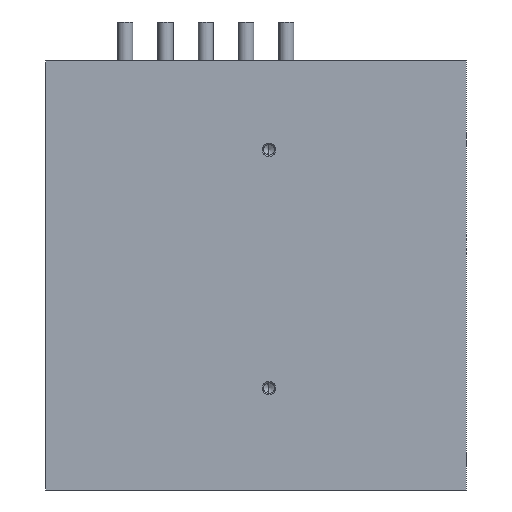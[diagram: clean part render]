
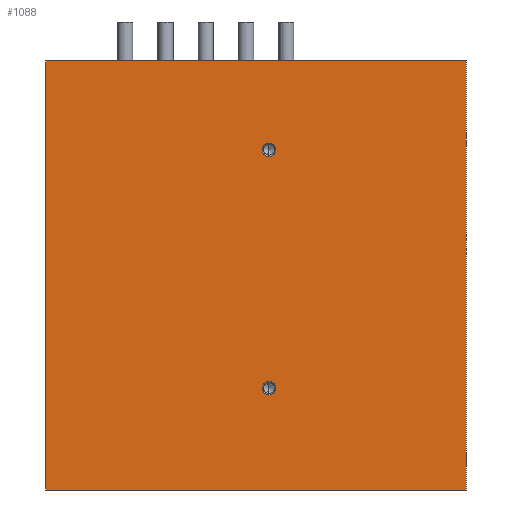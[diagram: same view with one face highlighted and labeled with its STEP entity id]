
A CAD part, front view. The second image highlights one B-rep face of the part: STEP entity #1088.
In plain terms, the highlighted planar face has unit normal (0, -1, 0).
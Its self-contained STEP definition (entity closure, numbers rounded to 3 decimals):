
#31 = DIRECTION ( 'NONE',  ( 1., 0., 0. ) ) ;
#44 = CIRCLE ( 'NONE', #650, 1.525 ) ;
#91 = VECTOR ( 'NONE', #1455, 1000. ) ;
#92 = ORIENTED_EDGE ( 'NONE', *, *, #1037, .F. ) ;
#96 = CARTESIAN_POINT ( 'NONE',  ( -48.5, 0., 49.5 ) ) ;
#112 = FACE_OUTER_BOUND ( 'NONE', #190, .T. ) ;
#134 = LINE ( 'NONE', #1311, #91 ) ;
#137 = FACE_BOUND ( 'NONE', #2042, .T. ) ;
#190 = EDGE_LOOP ( 'NONE', ( #1889, #1764, #1276, #1143 ) ) ;
#191 = DIRECTION ( 'NONE',  ( 0., 0., -1. ) ) ;
#201 = DIRECTION ( 'NONE',  ( 0., 1., 0. ) ) ;
#263 = LINE ( 'NONE', #96, #310 ) ;
#292 = VERTEX_POINT ( 'NONE', #1139 ) ;
#310 = VECTOR ( 'NONE', #31, 1000. ) ;
#332 = CARTESIAN_POINT ( 'NONE',  ( 3., 0., 29. ) ) ;
#363 = EDGE_CURVE ( 'NONE', #1151, #744, #263, .T. ) ;
#480 = CARTESIAN_POINT ( 'NONE',  ( 48.5, 0., -49.5 ) ) ;
#540 = DIRECTION ( 'NONE',  ( 0., 0., -1. ) ) ;
#581 = CARTESIAN_POINT ( 'NONE',  ( -48.5, 0., -49.5 ) ) ;
#635 = CARTESIAN_POINT ( 'NONE',  ( 3., 0., -26. ) ) ;
#640 = AXIS2_PLACEMENT_3D ( 'NONE', #765, #201, #1476 ) ;
#644 = VERTEX_POINT ( 'NONE', #1495 ) ;
#649 = AXIS2_PLACEMENT_3D ( 'NONE', #1893, #944, #2043 ) ;
#650 = AXIS2_PLACEMENT_3D ( 'NONE', #332, #1598, #540 ) ;
#651 = VECTOR ( 'NONE', #1768, 1000. ) ;
#672 = AXIS2_PLACEMENT_3D ( 'NONE', #1059, #2124, #1254 ) ;
#675 = AXIS2_PLACEMENT_3D ( 'NONE', #635, #1797, #829 ) ;
#719 = VERTEX_POINT ( 'NONE', #1941 ) ;
#744 = VERTEX_POINT ( 'NONE', #807 ) ;
#765 = CARTESIAN_POINT ( 'NONE',  ( 0., 0., 0. ) ) ;
#807 = CARTESIAN_POINT ( 'NONE',  ( 48.5, 0., 49.5 ) ) ;
#829 = DIRECTION ( 'NONE',  ( 0., 0., -1. ) ) ;
#863 = CIRCLE ( 'NONE', #672, 1.525 ) ;
#902 = EDGE_CURVE ( 'NONE', #719, #1151, #1919, .T. ) ;
#936 = EDGE_CURVE ( 'NONE', #644, #1920, #1729, .T. ) ;
#944 = DIRECTION ( 'NONE',  ( 0., -1., 0. ) ) ;
#948 = EDGE_CURVE ( 'NONE', #292, #1735, #863, .T. ) ;
#1006 = VECTOR ( 'NONE', #191, 1000. ) ;
#1027 = EDGE_CURVE ( 'NONE', #1720, #719, #134, .T. ) ;
#1037 = EDGE_CURVE ( 'NONE', #1735, #292, #44, .T. ) ;
#1041 = EDGE_CURVE ( 'NONE', #1920, #644, #1421, .T. ) ;
#1059 = CARTESIAN_POINT ( 'NONE',  ( 3., 0., 29. ) ) ;
#1088 = ADVANCED_FACE ( 'NONE', ( #1255, #137, #112 ), #1332, .F. ) ;
#1127 = ORIENTED_EDGE ( 'NONE', *, *, #1041, .F. ) ;
#1139 = CARTESIAN_POINT ( 'NONE',  ( 3., 0., 30.525 ) ) ;
#1143 = ORIENTED_EDGE ( 'NONE', *, *, #363, .F. ) ;
#1151 = VERTEX_POINT ( 'NONE', #1218 ) ;
#1218 = CARTESIAN_POINT ( 'NONE',  ( -48.5, 0., 49.5 ) ) ;
#1254 = DIRECTION ( 'NONE',  ( 0., 0., -1. ) ) ;
#1255 = FACE_BOUND ( 'NONE', #1432, .T. ) ;
#1276 = ORIENTED_EDGE ( 'NONE', *, *, #1800, .F. ) ;
#1293 = ORIENTED_EDGE ( 'NONE', *, *, #936, .F. ) ;
#1311 = CARTESIAN_POINT ( 'NONE',  ( -48.5, 0., -49.5 ) ) ;
#1318 = CARTESIAN_POINT ( 'NONE',  ( 3., 0., 27.475 ) ) ;
#1332 = PLANE ( 'NONE',  #640 ) ;
#1354 = CARTESIAN_POINT ( 'NONE',  ( 3., 0., -27.525 ) ) ;
#1421 = CIRCLE ( 'NONE', #649, 1.525 ) ;
#1432 = EDGE_LOOP ( 'NONE', ( #92, #1517 ) ) ;
#1455 = DIRECTION ( 'NONE',  ( -1., 0., 0. ) ) ;
#1457 = LINE ( 'NONE', #1894, #1006 ) ;
#1476 = DIRECTION ( 'NONE',  ( 0., 0., 1. ) ) ;
#1495 = CARTESIAN_POINT ( 'NONE',  ( 3., 0., -24.475 ) ) ;
#1517 = ORIENTED_EDGE ( 'NONE', *, *, #948, .F. ) ;
#1598 = DIRECTION ( 'NONE',  ( 0., -1., 0. ) ) ;
#1720 = VERTEX_POINT ( 'NONE', #480 ) ;
#1729 = CIRCLE ( 'NONE', #675, 1.525 ) ;
#1735 = VERTEX_POINT ( 'NONE', #1318 ) ;
#1764 = ORIENTED_EDGE ( 'NONE', *, *, #1027, .F. ) ;
#1768 = DIRECTION ( 'NONE',  ( 0., 0., 1. ) ) ;
#1797 = DIRECTION ( 'NONE',  ( 0., -1., 0. ) ) ;
#1800 = EDGE_CURVE ( 'NONE', #744, #1720, #1457, .T. ) ;
#1889 = ORIENTED_EDGE ( 'NONE', *, *, #902, .F. ) ;
#1893 = CARTESIAN_POINT ( 'NONE',  ( 3., 0., -26. ) ) ;
#1894 = CARTESIAN_POINT ( 'NONE',  ( 48.5, 0., -49.5 ) ) ;
#1919 = LINE ( 'NONE', #581, #651 ) ;
#1920 = VERTEX_POINT ( 'NONE', #1354 ) ;
#1941 = CARTESIAN_POINT ( 'NONE',  ( -48.5, 0., -49.5 ) ) ;
#2042 = EDGE_LOOP ( 'NONE', ( #1127, #1293 ) ) ;
#2043 = DIRECTION ( 'NONE',  ( 0., 0., -1. ) ) ;
#2124 = DIRECTION ( 'NONE',  ( 0., -1., 0. ) ) ;
